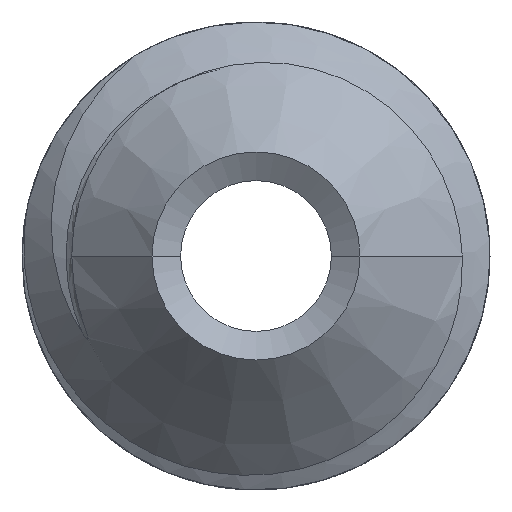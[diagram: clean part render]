
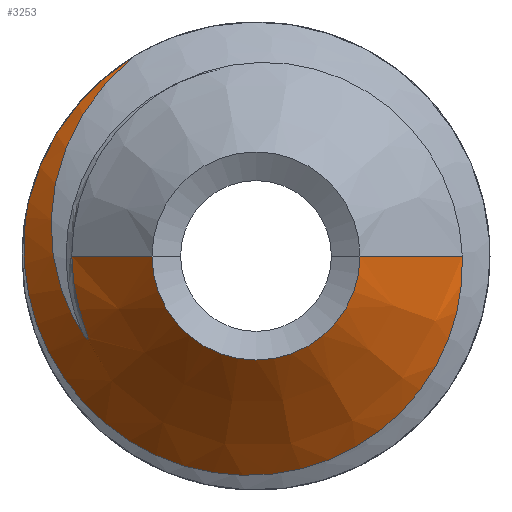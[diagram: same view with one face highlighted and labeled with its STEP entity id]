
A CAD part, left-side view. The second image highlights one B-rep face of the part: STEP entity #3253.
In plain terms, the highlighted conical face has half-angle 45 degrees and reference radius 0.826 mm.
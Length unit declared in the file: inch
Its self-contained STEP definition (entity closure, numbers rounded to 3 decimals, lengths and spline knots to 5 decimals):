
#917=CARTESIAN_POINT('',(0.025,0.,0.));
#918=DIRECTION('',(1.,0.,0.));
#919=DIRECTION('',(0.,0.972,0.233));
#920=AXIS2_PLACEMENT_3D('',#917,#918,#919);
#1410=CARTESIAN_POINT('',(0.01968,-0.03968,0.));
#1411=CARTESIAN_POINT('',(0.01976,-0.03976,
-0.00206));
#1412=CARTESIAN_POINT('',(0.01992,-0.0396,
-0.00621));
#1413=CARTESIAN_POINT('',(0.02017,-0.03839,
-0.01235));
#1414=CARTESIAN_POINT('',(0.02041,-0.03624,
-0.01825));
#1415=CARTESIAN_POINT('',(0.02066,-0.03318,
-0.02378));
#1416=CARTESIAN_POINT('',(0.0209,-0.02929,
-0.02878));
#1417=CARTESIAN_POINT('',(0.02114,-0.02465,
-0.03315));
#1418=CARTESIAN_POINT('',(0.02139,-0.01937,
-0.03676));
#1419=CARTESIAN_POINT('',(0.02163,-0.01357,
-0.03953));
#1420=CARTESIAN_POINT('',(0.02187,-0.00739,
-0.04139));
#1421=CARTESIAN_POINT('',(0.02212,-0.00096,
-0.04227));
#1422=CARTESIAN_POINT('',(0.02236,0.00555,
-0.04216));
#1423=CARTESIAN_POINT('',(0.0226,0.01199,
-0.04105));
#1424=CARTESIAN_POINT('',(0.02284,0.01822,
-0.03896));
#1425=CARTESIAN_POINT('',(0.02308,0.02407,
-0.03593));
#1426=CARTESIAN_POINT('',(0.02332,0.02942,
-0.03203));
#1427=CARTESIAN_POINT('',(0.02356,0.03413,
-0.02734));
#1428=CARTESIAN_POINT('',(0.0238,0.0381,
-0.02196));
#1429=CARTESIAN_POINT('',(0.02404,0.04121,
-0.01603));
#1430=CARTESIAN_POINT('',(0.02428,0.04339,
-0.00966));
#1431=CARTESIAN_POINT('',(0.02452,0.04459,
-0.00301));
#1432=CARTESIAN_POINT('',(0.02476,0.04477,
0.00378));
#1433=CARTESIAN_POINT('',(0.02492,0.04421,
0.00828));
#1434=CARTESIAN_POINT('',(0.025,0.04376,0.01051));
#1436=CARTESIAN_POINT('',(0.025,0.02351,0.03837));
#1437=CARTESIAN_POINT('',(0.02472,0.02517,
0.03703));
#1438=CARTESIAN_POINT('',(0.02417,0.02826,
0.03414));
#1439=CARTESIAN_POINT('',(0.02334,0.03217,
0.02926));
#1440=CARTESIAN_POINT('',(0.0225,0.0353,
0.02394));
#1441=CARTESIAN_POINT('',(0.02166,0.03759,
0.0183));
#1442=CARTESIAN_POINT('',(0.02082,0.03901,
0.01249));
#1443=CARTESIAN_POINT('',(0.01997,0.03956,
0.00662));
#1444=CARTESIAN_POINT('',(0.01912,0.03925,
0.00083));
#1445=CARTESIAN_POINT('',(0.01827,0.03811,
-0.00476));
#1446=CARTESIAN_POINT('',(0.01741,0.03618,
-0.01003));
#1447=CARTESIAN_POINT('',(0.01683,0.03441,
-0.01326));
#1448=CARTESIAN_POINT('',(0.01654,0.03342,
-0.01478));
#1450=CARTESIAN_POINT('',(0.,0.,0.));
#1451=DIRECTION('',(-1.,0.,0.));
#1452=DIRECTION('',(0.,1.,0.));
#1453=AXIS2_PLACEMENT_3D('',#1450,#1451,#1452);
#1459=CARTESIAN_POINT('',(0.01654,0.03342,
-0.01478));
#1460=CARTESIAN_POINT('',(0.01653,0.03338,
-0.01484));
#1461=CARTESIAN_POINT('',(0.01651,0.0333,
-0.01496));
#1462=CARTESIAN_POINT('',(0.01647,0.03319,
-0.01512));
#1463=CARTESIAN_POINT('',(0.01644,0.03309,
-0.01526));
#1464=CARTESIAN_POINT('',(0.01641,0.03299,
-0.0154));
#1465=CARTESIAN_POINT('',(0.01638,0.0329,
-0.01551));
#1466=CARTESIAN_POINT('',(0.01634,0.03282,
-0.01562));
#1467=CARTESIAN_POINT('',(0.01631,0.03274,
-0.01571));
#1468=CARTESIAN_POINT('',(0.01628,0.03266,
-0.01579));
#1469=CARTESIAN_POINT('',(0.01625,0.03259,
-0.01587));
#1470=CARTESIAN_POINT('',(0.01621,0.03252,
-0.01593));
#1471=CARTESIAN_POINT('',(0.01617,0.03244,
-0.01598));
#1472=CARTESIAN_POINT('',(0.01611,0.03237,
-0.01601));
#1473=CARTESIAN_POINT('',(0.01604,0.03231,
-0.01598));
#1474=CARTESIAN_POINT('',(0.01599,0.03229,
-0.01589));
#1475=CARTESIAN_POINT('',(0.01594,0.03229,
-0.01578));
#1476=CARTESIAN_POINT('',(0.01591,0.03231,
-0.01566));
#1477=CARTESIAN_POINT('',(0.01588,0.03234,
-0.01554));
#1478=CARTESIAN_POINT('',(0.01586,0.03237,
-0.01543));
#1479=CARTESIAN_POINT('',(0.01583,0.0324,
-0.01532));
#1480=CARTESIAN_POINT('',(0.01581,0.03243,
-0.0152));
#1481=CARTESIAN_POINT('',(0.0158,0.03247,
-0.01508));
#1482=CARTESIAN_POINT('',(0.01578,0.0325,
-0.01495));
#1483=CARTESIAN_POINT('',(0.01576,0.03255,
-0.01481));
#1484=CARTESIAN_POINT('',(0.01574,0.0326,
-0.01466));
#1485=CARTESIAN_POINT('',(0.01572,0.03265,
-0.0145));
#1486=CARTESIAN_POINT('',(0.01571,0.03271,
-0.01432));
#1487=CARTESIAN_POINT('',(0.01569,0.03278,
-0.01412));
#1488=CARTESIAN_POINT('',(0.01567,0.03285,
-0.0139));
#1489=CARTESIAN_POINT('',(0.01565,0.03293,
-0.01365));
#1490=CARTESIAN_POINT('',(0.01563,0.03302,
-0.01338));
#1491=CARTESIAN_POINT('',(0.01561,0.03312,
-0.01309));
#1492=CARTESIAN_POINT('',(0.01559,0.03323,
-0.01276));
#1493=CARTESIAN_POINT('',(0.01558,0.03334,
-0.0124));
#1494=CARTESIAN_POINT('',(0.01556,0.03347,
-0.01202));
#1495=CARTESIAN_POINT('',(0.01554,0.03359,
-0.01162));
#1496=CARTESIAN_POINT('',(0.01553,0.03372,
-0.0112));
#1497=CARTESIAN_POINT('',(0.01551,0.03384,
-0.01076));
#1498=CARTESIAN_POINT('',(0.0155,0.03397,
-0.0103));
#1499=CARTESIAN_POINT('',(0.01548,0.03411,
-0.0098));
#1500=CARTESIAN_POINT('',(0.01547,0.03425,
-0.00926));
#1501=CARTESIAN_POINT('',(0.01546,0.03439,
-0.00867));
#1502=CARTESIAN_POINT('',(0.01545,0.03453,
-0.00802));
#1503=CARTESIAN_POINT('',(0.01544,0.03468,
-0.00732));
#1504=CARTESIAN_POINT('',(0.01543,0.03483,
-0.00654));
#1505=CARTESIAN_POINT('',(0.01543,0.03497,
-0.00569));
#1506=CARTESIAN_POINT('',(0.01542,0.0351,
-0.00475));
#1507=CARTESIAN_POINT('',(0.01542,0.03523,
-0.00372));
#1508=CARTESIAN_POINT('',(0.01542,0.03533,
-0.00259));
#1509=CARTESIAN_POINT('',(0.01542,0.0354,
-0.00136));
#1510=CARTESIAN_POINT('',(0.01542,0.03542,
-0.00047));
#1511=CARTESIAN_POINT('',(0.01543,0.03543,0.));
#1621=DIRECTION('',(0.707,0.707,0.));
#1622=VECTOR('',#1621,0.02181);
#1623=CARTESIAN_POINT('',(0.,0.02,0.));
#1624=LINE('',#1623,#1622);
#1625=DIRECTION('',(0.707,-0.707,0.));
#1626=VECTOR('',#1625,0.02783);
#1627=CARTESIAN_POINT('',(0.,-0.02,0.));
#1628=LINE('',#1627,#1626);
#1766=CARTESIAN_POINT('',(0.,0.02,0.));
#1767=CARTESIAN_POINT('',(0.01543,0.03543,0.));
#1768=VERTEX_POINT('',#1766);
#1769=VERTEX_POINT('',#1767);
#1770=CARTESIAN_POINT('',(0.,-0.02,0.));
#1771=CARTESIAN_POINT('',(0.01968,-0.03968,0.));
#1772=VERTEX_POINT('',#1770);
#1773=VERTEX_POINT('',#1771);
#1806=CARTESIAN_POINT('',(0.025,0.04376,0.01051));
#1807=CARTESIAN_POINT('',(0.025,0.02351,0.03837));
#1808=VERTEX_POINT('',#1806);
#1809=VERTEX_POINT('',#1807);
#1816=VERTEX_POINT('',#1459);
#3234=CARTESIAN_POINT('',(0.0125,0.,0.));
#3235=DIRECTION('',(1.,0.,0.));
#3236=DIRECTION('',(0.,-1.,0.));
#3237=AXIS2_PLACEMENT_3D('',#3234,#3235,#3236);
#3238=CONICAL_SURFACE('',#3237,0.0325,45.);
#3239=ORIENTED_EDGE('',*,*,#3223,.T.);
#3240=ORIENTED_EDGE('',*,*,#2325,.T.);
#3242=ORIENTED_EDGE('',*,*,#3241,.T.);
#3244=ORIENTED_EDGE('',*,*,#3243,.T.);
#3246=ORIENTED_EDGE('',*,*,#3245,.F.);
#3248=ORIENTED_EDGE('',*,*,#3247,.T.);
#3250=ORIENTED_EDGE('',*,*,#3249,.T.);
#3251=EDGE_LOOP('',(#3239,#3240,#3242,#3244,#3246,#3248,#3250));
#3252=FACE_OUTER_BOUND('',#3251,.F.);
#921=CIRCLE('',#920,0.045);
#1435=B_SPLINE_CURVE_WITH_KNOTS('',3,(#1410,#1411,#1412,#1413,#1414,#1415,#1416,
#1417,#1418,#1419,#1420,#1421,#1422,#1423,#1424,#1425,#1426,#1427,#1428,#1429,
#1430,#1431,#1432,#1433,#1434),.UNSPECIFIED.,.F.,.F.,(4,1,1,1,1,1,1,1,1,1,1,1,1,
1,1,1,1,1,1,1,1,1,4),(0.,0.04545,0.09091,
0.13636,0.18182,0.22727,0.27273,
0.31818,0.36364,0.40909,0.45455,0.5,
0.54545,0.59091,0.63636,0.68182,
0.72727,0.77273,0.81818,0.86364,
0.90909,0.95455,1.),.UNSPECIFIED.);
#1449=B_SPLINE_CURVE_WITH_KNOTS('',3,(#1436,#1437,#1438,#1439,#1440,#1441,#1442,
#1443,#1444,#1445,#1446,#1447,#1448),.UNSPECIFIED.,.F.,.F.,(4,1,1,1,1,1,1,1,1,1,
4),(0.,0.1,0.2,0.3,0.4,0.5,0.6,0.7,0.8,0.9,1.),
.UNSPECIFIED.);
#1454=CIRCLE('',#1453,0.02);
#1512=B_SPLINE_CURVE_WITH_KNOTS('',3,(#1459,#1460,#1461,#1462,#1463,#1464,#1465,
#1466,#1467,#1468,#1469,#1470,#1471,#1472,#1473,#1474,#1475,#1476,#1477,#1478,
#1479,#1480,#1481,#1482,#1483,#1484,#1485,#1486,#1487,#1488,#1489,#1490,#1491,
#1492,#1493,#1494,#1495,#1496,#1497,#1498,#1499,#1500,#1501,#1502,#1503,#1504,
#1505,#1506,#1507,#1508,#1509,#1510,#1511),.UNSPECIFIED.,.F.,.F.,(4,1,1,1,1,1,1,
1,1,1,1,1,1,1,1,1,1,1,1,1,1,1,1,1,1,1,1,1,1,1,1,1,1,1,1,1,1,1,1,1,1,1,1,1,1,1,1,
1,1,1,4),(0.,0.02,0.04,0.06,0.08,0.1,0.12,0.14,0.16,0.18,0.2,
0.22,0.24,0.26,0.28,0.3,0.32,0.34,0.36,0.38,0.4,0.42,
0.44,0.46,0.48,0.5,0.52,0.54,0.56,0.58,0.6,0.62,0.64,
0.66,0.68,0.7,0.72,0.74,0.76,0.78,0.8,0.82,0.84,0.86,
0.88,0.9,0.92,0.94,0.96,0.98,1.),.UNSPECIFIED.);
#2325=EDGE_CURVE('',#1808,#1809,#921,.T.);
#3223=EDGE_CURVE('',#1773,#1808,#1435,.T.);
#3241=EDGE_CURVE('',#1809,#1816,#1449,.T.);
#3243=EDGE_CURVE('',#1816,#1769,#1512,.T.);
#3245=EDGE_CURVE('',#1768,#1769,#1624,.T.);
#3247=EDGE_CURVE('',#1768,#1772,#1454,.T.);
#3249=EDGE_CURVE('',#1772,#1773,#1628,.T.);
#3253=ADVANCED_FACE('',(#3252),#3238,.T.);
